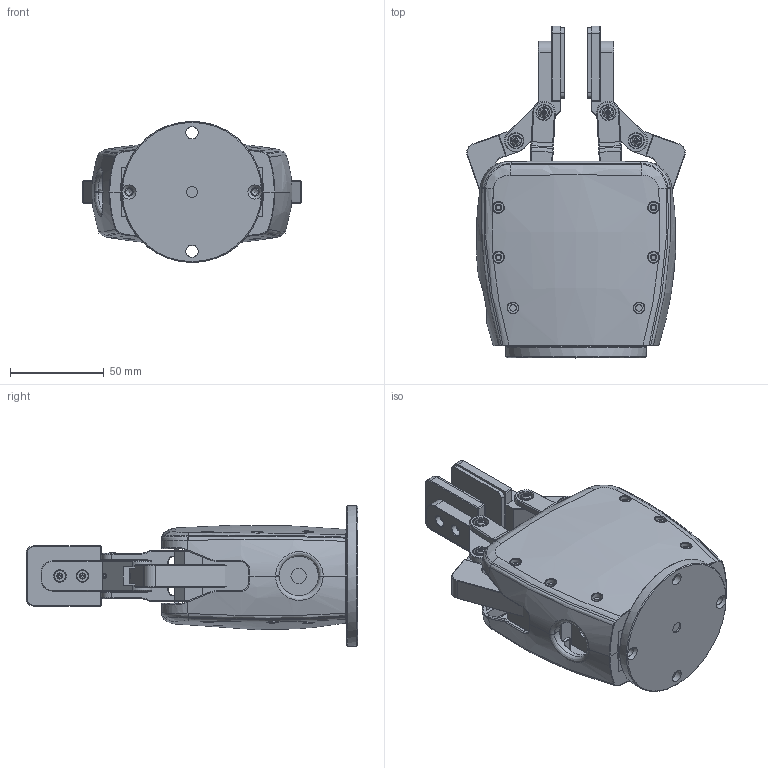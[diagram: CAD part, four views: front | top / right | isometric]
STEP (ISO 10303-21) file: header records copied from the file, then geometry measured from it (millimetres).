
FILE_DESCRIPTION (( 'STEP AP203' ), '1' );
FILE_NAME ('xArm Gripper(AG1002).STEP', '2021-06-30T04:00:07', ( '' ), ( '' ), 'SwSTEP 2.0', 'SolidWorks 2016', '' );
FILE_SCHEMA (( 'CONFIG_CONTROL_DESIGN' ));
Products named in the file (1): xArm Gripper(AG1002)
Bounding box: 116.27 x 176.52 x 75 mm (x, y, z)
Volume: 343382.7 mm3; surface area: 140270.4 mm2
Topology: 33 solids, 34 shells, 1947 faces, 4737 edges, 2896 vertices
Faces by surface type: plane 648, bspline 523, cylinder 500, cone 176, torus 69, sphere 31
Full cylindrical faces by diameter (mm): 1.6 x4, 2 x8, 2.5 x35, 3 x10, 3.2 x4, 3.3 x2, 3.4 x14, 4 x18, 4.3 x6, 4.5 x2, 5.4 x1, 5.7 x12, 5.8 x10, 6 x21, 6.5 x2, 8 x12, 8.2 x1, 9 x8, 10 x14, 11 x4, 46 x1, 75 x1
Entity records: 92228 total; most frequent: CARTESIAN_POINT 52820, ORIENTED_EDGE 8554, DIRECTION 6875, EDGE_CURVE 4277, VERTEX_POINT 2793, AXIS2_PLACEMENT_3D 2694, EDGE_LOOP 2472, FACE_OUTER_BOUND 2175
